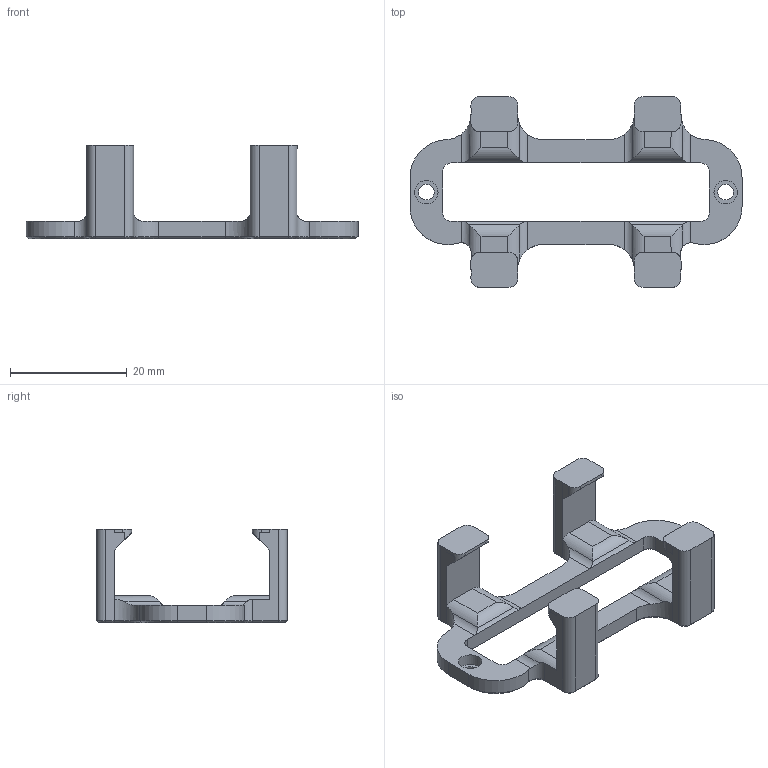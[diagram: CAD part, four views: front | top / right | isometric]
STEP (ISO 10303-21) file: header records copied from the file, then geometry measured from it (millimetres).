
FILE_DESCRIPTION(/* description */ (''),/* implementation_level */ '2;1');
FILE_SCHEMA (('AUTOMOTIVE_DESIGN { 1 0 10303 214 3 1 1 }'));
Length unit declared in the file: millimetre
Products named in the file (1): voyager_gtx_din_mount
Bounding box: 56.9 x 32.7 x 16.1 mm (x, y, z)
Volume: 4093.3 mm3; surface area: 3693 mm2
Topology: 1 solids, 1 shells, 174 faces, 457 edges, 286 vertices
Faces by surface type: plane 88, cylinder 60, cone 26
Full cylindrical faces by diameter (mm): 2.7 x2, 4 x2
Entity records: 5506 total; most frequent: CARTESIAN_POINT 1150, ORIENTED_EDGE 914, DIRECTION 892, EDGE_CURVE 457, LINE 304, VECTOR 304, AXIS2_PLACEMENT_3D 294, VERTEX_POINT 286
